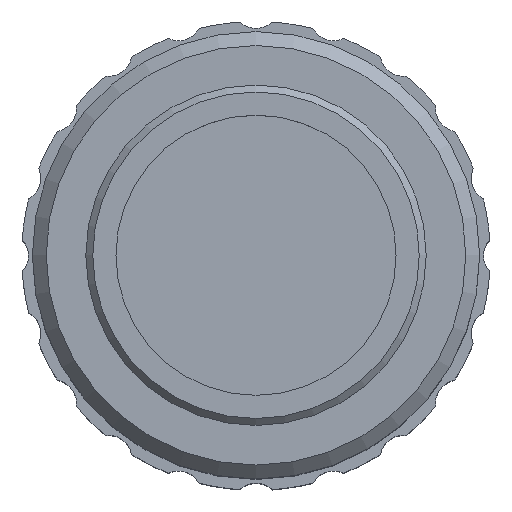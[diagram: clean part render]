
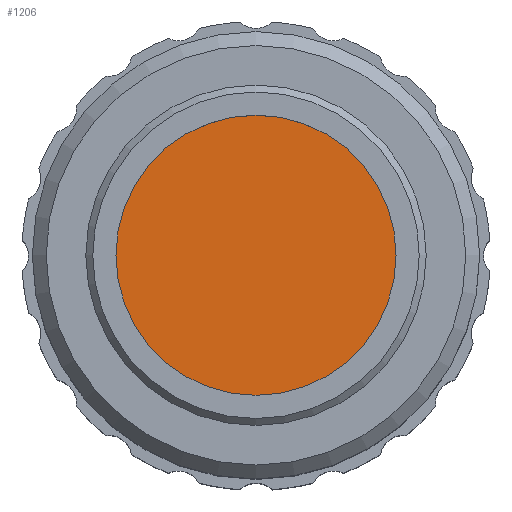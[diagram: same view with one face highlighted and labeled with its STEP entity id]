
A CAD part, top view. The second image highlights one B-rep face of the part: STEP entity #1206.
In plain terms, the highlighted planar face has unit normal (0, 0, 1).
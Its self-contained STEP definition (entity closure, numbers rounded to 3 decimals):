
#431 = FACE_OUTER_BOUND ( 'NONE', #462, .T. ) ;
#462 = EDGE_LOOP ( 'NONE', ( #1344 ) ) ;
#655 = CARTESIAN_POINT ( 'NONE',  ( 0., 0., 54.5 ) ) ;
#677 = CARTESIAN_POINT ( 'NONE',  ( 10.082, 0., 54.5 ) ) ;
#760 = DIRECTION ( 'NONE',  ( 0., 0., 1. ) ) ;
#795 = AXIS2_PLACEMENT_3D ( 'NONE', #870, #1025, #1577 ) ;
#870 = CARTESIAN_POINT ( 'NONE',  ( 0., 0., 54.5 ) ) ;
#879 = EDGE_CURVE ( 'NONE', #1524, #1524, #1850, .T. ) ;
#1025 = DIRECTION ( 'NONE',  ( 0., 0., 1. ) ) ;
#1164 = PLANE ( 'NONE',  #795 ) ;
#1195 = DIRECTION ( 'NONE',  ( 1., 0., 0. ) ) ;
#1206 = ADVANCED_FACE ( 'NONE', ( #431 ), #1164, .T. ) ;
#1344 = ORIENTED_EDGE ( 'NONE', *, *, #879, .T. ) ;
#1511 = AXIS2_PLACEMENT_3D ( 'NONE', #655, #760, #1195 ) ;
#1524 = VERTEX_POINT ( 'NONE', #677 ) ;
#1577 = DIRECTION ( 'NONE',  ( 1., 0., 0. ) ) ;
#1850 = CIRCLE ( 'NONE', #1511, 10.082 ) ;
